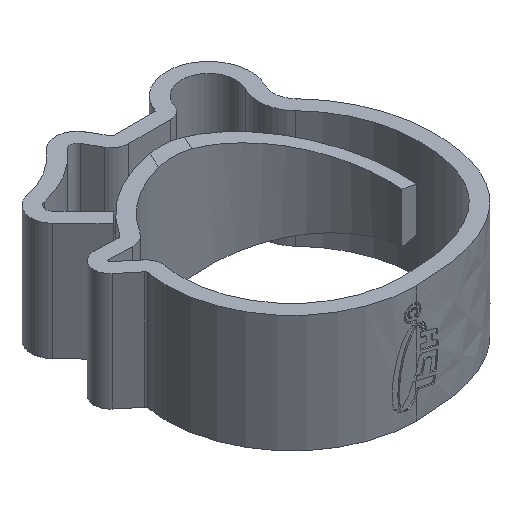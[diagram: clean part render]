
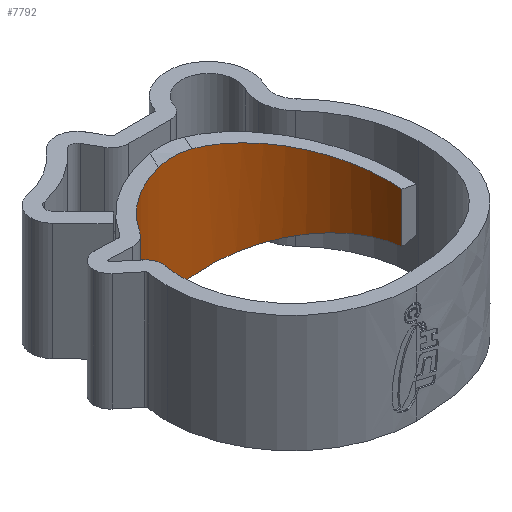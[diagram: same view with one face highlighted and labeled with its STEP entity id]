
A CAD part, isometric view. The second image highlights one B-rep face of the part: STEP entity #7792.
In plain terms, the highlighted cylindrical face has radius 7.5 mm (diameter 15 mm), a partial arc.
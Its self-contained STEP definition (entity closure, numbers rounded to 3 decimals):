
#25 = VERTEX_POINT ( 'NONE', #2522 ) ;
#377 = DIRECTION ( 'NONE',  ( 0., 0., -1. ) ) ;
#482 = ORIENTED_EDGE ( 'NONE', *, *, #6278, .T. ) ;
#490 = CARTESIAN_POINT ( 'NONE',  ( 4.734, 7.114, 2.912 ) ) ;
#535 = CARTESIAN_POINT ( 'NONE',  ( 4.734, 7.114, -2.912 ) ) ;
#724 = DIRECTION ( 'NONE',  ( 1., 0., 0. ) ) ;
#732 = CARTESIAN_POINT ( 'NONE',  ( 0.655, 7.471, 3.764 ) ) ;
#753 = VECTOR ( 'NONE', #4984, 1000. ) ;
#895 = ORIENTED_EDGE ( 'NONE', *, *, #7894, .T. ) ;
#914 = CIRCLE ( 'NONE', #5572, 7.5 ) ;
#1023 = CARTESIAN_POINT ( 'NONE',  ( -6.323, 4.034, 4. ) ) ;
#1035 = CARTESIAN_POINT ( 'NONE',  ( 0.655, 7.471, -3.764 ) ) ;
#1036 = EDGE_CURVE ( 'NONE', #7919, #2422, #8149, .T. ) ;
#1065 = ORIENTED_EDGE ( 'NONE', *, *, #7661, .T. ) ;
#1153 = CARTESIAN_POINT ( 'NONE',  ( 0.655, 7.471, -3.764 ) ) ;
#1299 = CARTESIAN_POINT ( 'NONE',  ( 0., 0., -4. ) ) ;
#1640 = CARTESIAN_POINT ( 'NONE',  ( -1.808, 7.279, 4. ) ) ;
#1654 = ORIENTED_EDGE ( 'NONE', *, *, #3837, .T. ) ;
#1661 = CARTESIAN_POINT ( 'NONE',  ( -0.99, 7.482, -4. ) ) ;
#1701 = AXIS2_PLACEMENT_3D ( 'NONE', #4171, #377, #6124 ) ;
#1837 = VERTEX_POINT ( 'NONE', #3625 ) ;
#1926 = DIRECTION ( 'NONE',  ( 0., 0., 1. ) ) ;
#2004 = VERTEX_POINT ( 'NONE', #7914 ) ;
#2068 = VERTEX_POINT ( 'NONE', #1023 ) ;
#2212 = ORIENTED_EDGE ( 'NONE', *, *, #2718, .F. ) ;
#2291 = CARTESIAN_POINT ( 'NONE',  ( -1.808, 7.279, -4. ) ) ;
#2365 = EDGE_CURVE ( 'NONE', #4546, #2004, #7431, .T. ) ;
#2422 = VERTEX_POINT ( 'NONE', #2773 ) ;
#2472 = CARTESIAN_POINT ( 'NONE',  ( 7.5, 0., 4. ) ) ;
#2522 = CARTESIAN_POINT ( 'NONE',  ( 0.655, 7.471, -3.764 ) ) ;
#2593 = ORIENTED_EDGE ( 'NONE', *, *, #1036, .F. ) ;
#2686 =( BOUNDED_CURVE ( )  B_SPLINE_CURVE ( 3, ( #6277, #3061, #490, #8119 ),
 .UNSPECIFIED., .F., .T. ) 
 B_SPLINE_CURVE_WITH_KNOTS ( ( 4, 4 ),
 ( 0.43, 1.914 ),
 .UNSPECIFIED. ) 
 CURVE ( )  GEOMETRIC_REPRESENTATION_ITEM ( )  RATIONAL_B_SPLINE_CURVE ( ( 1., 0.825, 0.825, 1. ) ) 
 REPRESENTATION_ITEM ( '' )  );
#2718 = EDGE_CURVE ( 'NONE', #7220, #1837, #3683, .T. ) ;
#2773 = CARTESIAN_POINT ( 'NONE',  ( 7.5, 0., -1.701 ) ) ;
#2872 = FACE_OUTER_BOUND ( 'NONE', #3780, .T. ) ;
#2884 = CARTESIAN_POINT ( 'NONE',  ( -1.808, 7.279, -4. ) ) ;
#3029 = CARTESIAN_POINT ( 'NONE',  ( 7.5, 0., -1.701 ) ) ;
#3061 = CARTESIAN_POINT ( 'NONE',  ( 7.5, 4.095, 2.078 ) ) ;
#3276 = CARTESIAN_POINT ( 'NONE',  ( -0.168, 7.543, 3.936 ) ) ;
#3625 = CARTESIAN_POINT ( 'NONE',  ( -6.323, 4.034, -4. ) ) ;
#3683 = CIRCLE ( 'NONE', #3820, 7.5 ) ;
#3751 =( BOUNDED_CURVE ( )  B_SPLINE_CURVE ( 3, ( #1153, #535, #5545, #3029 ),
 .UNSPECIFIED., .F., .F. ) 
 B_SPLINE_CURVE_WITH_KNOTS ( ( 4, 4 ),
 ( 1.228, 2.711 ),
 .UNSPECIFIED. ) 
 CURVE ( )  GEOMETRIC_REPRESENTATION_ITEM ( )  RATIONAL_B_SPLINE_CURVE ( ( 1., 0.825, 0.825, 1. ) ) 
 REPRESENTATION_ITEM ( '' )  );
#3780 = EDGE_LOOP ( 'NONE', ( #2212, #895, #1654, #2593, #7130, #5725, #1065, #482 ) ) ;
#3808 = CARTESIAN_POINT ( 'NONE',  ( 0., 0., 4. ) ) ;
#3820 = AXIS2_PLACEMENT_3D ( 'NONE', #1299, #1926, #7599 ) ;
#3837 = EDGE_CURVE ( 'NONE', #25, #2422, #3751, .T. ) ;
#4025 = CARTESIAN_POINT ( 'NONE',  ( 0.655, 7.471, 3.764 ) ) ;
#4171 = CARTESIAN_POINT ( 'NONE',  ( 0., 0., 4. ) ) ;
#4546 = VERTEX_POINT ( 'NONE', #4025 ) ;
#4984 = DIRECTION ( 'NONE',  ( 0., 0., -1. ) ) ;
#5327 = EDGE_CURVE ( 'NONE', #7919, #4546, #2686, .T. ) ;
#5364 = VECTOR ( 'NONE', #6911, 1000. ) ;
#5545 = CARTESIAN_POINT ( 'NONE',  ( 7.5, 4.095, -2.078 ) ) ;
#5572 = AXIS2_PLACEMENT_3D ( 'NONE', #3808, #6259, #724 ) ;
#5725 = ORIENTED_EDGE ( 'NONE', *, *, #2365, .T. ) ;
#5823 = CARTESIAN_POINT ( 'NONE',  ( -0.99, 7.482, 4. ) ) ;
#6124 = DIRECTION ( 'NONE',  ( -1., 0., 0. ) ) ;
#6259 = DIRECTION ( 'NONE',  ( 0., 0., 1. ) ) ;
#6277 = CARTESIAN_POINT ( 'NONE',  ( 7.5, 0., 1.701 ) ) ;
#6278 = EDGE_CURVE ( 'NONE', #2068, #1837, #8163, .T. ) ;
#6714 = CYLINDRICAL_SURFACE ( 'NONE', #1701, 7.5 ) ;
#6756 = CARTESIAN_POINT ( 'NONE',  ( -0.168, 7.543, -3.936 ) ) ;
#6911 = DIRECTION ( 'NONE',  ( 0., 0., -1. ) ) ;
#7130 = ORIENTED_EDGE ( 'NONE', *, *, #5327, .T. ) ;
#7220 = VERTEX_POINT ( 'NONE', #2884 ) ;
#7431 = B_SPLINE_CURVE_WITH_KNOTS ( 'NONE', 3,
 ( #732, #3276, #5823, #1640 ),
 .UNSPECIFIED., .F., .F.,
 ( 4, 4 ),
 ( 0., 0.002 ),
 .UNSPECIFIED. ) ;
#7599 = DIRECTION ( 'NONE',  ( 1., 0., 0. ) ) ;
#7661 = EDGE_CURVE ( 'NONE', #2004, #2068, #914, .T. ) ;
#7792 = ADVANCED_FACE ( 'NONE', ( #2872 ), #6714, .F. ) ;
#7894 = EDGE_CURVE ( 'NONE', #7220, #25, #8154, .T. ) ;
#7914 = CARTESIAN_POINT ( 'NONE',  ( -1.808, 7.279, 4. ) ) ;
#7919 = VERTEX_POINT ( 'NONE', #8253 ) ;
#8045 = CARTESIAN_POINT ( 'NONE',  ( -6.323, 4.034, 4. ) ) ;
#8119 = CARTESIAN_POINT ( 'NONE',  ( 0.655, 7.471, 3.764 ) ) ;
#8149 = LINE ( 'NONE', #2472, #753 ) ;
#8154 = B_SPLINE_CURVE_WITH_KNOTS ( 'NONE', 3,
 ( #2291, #1661, #6756, #1035 ),
 .UNSPECIFIED., .F., .F.,
 ( 4, 4 ),
 ( 0., 0.002 ),
 .UNSPECIFIED. ) ;
#8163 = LINE ( 'NONE', #8045, #5364 ) ;
#8253 = CARTESIAN_POINT ( 'NONE',  ( 7.5, 0., 1.701 ) ) ;
